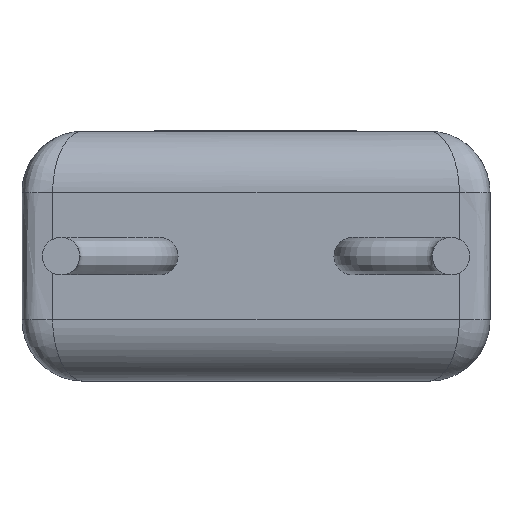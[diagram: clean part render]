
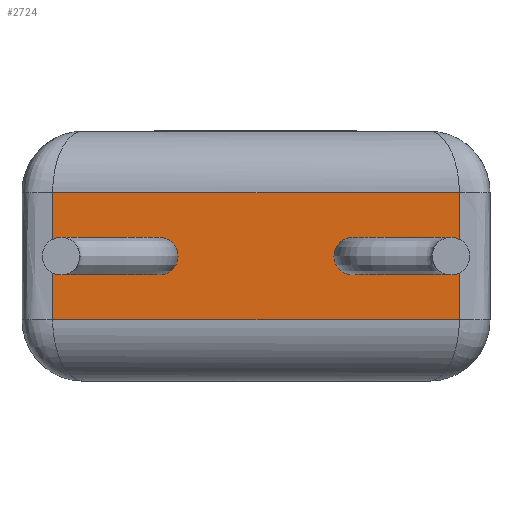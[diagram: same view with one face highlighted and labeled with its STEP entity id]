
A CAD part, front view. The second image highlights one B-rep face of the part: STEP entity #2724.
In plain terms, the highlighted planar face has unit normal (0, -1, 0).
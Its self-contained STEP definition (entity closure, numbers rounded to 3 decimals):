
#28 = PLANE ( 'NONE',  #5504 ) ;
#32 = DIRECTION ( 'NONE',  ( 0., 0., -1. ) ) ;
#53 = AXIS2_PLACEMENT_3D ( 'NONE', #4644, #1559, #32 ) ;
#178 = CARTESIAN_POINT ( 'NONE',  ( 7.12, 0., 2.38 ) ) ;
#187 = CARTESIAN_POINT ( 'NONE',  ( 0.5, 0., 3.07 ) ) ;
#197 = EDGE_LOOP ( 'NONE', ( #5215, #6318 ) ) ;
#349 = CARTESIAN_POINT ( 'NONE',  ( 0., 0., 3.07 ) ) ;
#350 = ORIENTED_EDGE ( 'NONE', *, *, #6265, .T. ) ;
#380 = CARTESIAN_POINT ( 'NONE',  ( 5.385, 0., 2.34 ) ) ;
#667 = CARTESIAN_POINT ( 'NONE',  ( 7.12, 0., 1. ) ) ;
#686 = DIRECTION ( 'NONE',  ( 0., -1., 0. ) ) ;
#742 = LINE ( 'NONE', #349, #4663 ) ;
#772 = AXIS2_PLACEMENT_3D ( 'NONE', #2273, #686, #4270 ) ;
#832 = CIRCLE ( 'NONE', #1553, 0.305 ) ;
#1216 = DIRECTION ( 'NONE',  ( -1., 0., 0. ) ) ;
#1278 = DIRECTION ( 'NONE',  ( 0., 1., 0. ) ) ;
#1431 = VERTEX_POINT ( 'NONE', #3194 ) ;
#1504 = CARTESIAN_POINT ( 'NONE',  ( 2.235, 0., 2.035 ) ) ;
#1553 = AXIS2_PLACEMENT_3D ( 'NONE', #1504, #3955, #2016 ) ;
#1559 = DIRECTION ( 'NONE',  ( 0., 1., 0. ) ) ;
#1625 = CARTESIAN_POINT ( 'NONE',  ( 2.235, 0., 2.34 ) ) ;
#1630 = B_SPLINE_CURVE_WITH_KNOTS ( 'NONE', 3,
 ( #667, #3285, #178, #6388 ),
 .UNSPECIFIED., .F., .F.,
 ( 4, 4 ),
 ( 0.246, 0.754 ),
 .UNSPECIFIED. ) ;
#1688 = LINE ( 'NONE', #3528, #2544 ) ;
#1741 = EDGE_CURVE ( 'NONE', #2050, #6194, #2942, .T. ) ;
#1911 = CARTESIAN_POINT ( 'NONE',  ( 7.12, 0., 1. ) ) ;
#1955 = ORIENTED_EDGE ( 'NONE', *, *, #1741, .T. ) ;
#2016 = DIRECTION ( 'NONE',  ( 0., 0., 1. ) ) ;
#2050 = VERTEX_POINT ( 'NONE', #3048 ) ;
#2198 = EDGE_CURVE ( 'NONE', #1431, #3994, #1688, .T. ) ;
#2231 = DIRECTION ( 'NONE',  ( 0., 0., -1. ) ) ;
#2273 = CARTESIAN_POINT ( 'NONE',  ( 2.235, 0., 2.035 ) ) ;
#2301 = CIRCLE ( 'NONE', #772, 0.305 ) ;
#2338 = CIRCLE ( 'NONE', #53, 0.305 ) ;
#2381 = CARTESIAN_POINT ( 'NONE',  ( 0.5, 0., 3.07 ) ) ;
#2544 = VECTOR ( 'NONE', #5689, 1000. ) ;
#2553 = ORIENTED_EDGE ( 'NONE', *, *, #2198, .T. ) ;
#2656 = CARTESIAN_POINT ( 'NONE',  ( 0., 0., 4.07 ) ) ;
#2724 = ADVANCED_FACE ( 'NONE', ( #4857, #5175, #3235 ), #28, .F. ) ;
#2942 = CIRCLE ( 'NONE', #5312, 0.305 ) ;
#3048 = CARTESIAN_POINT ( 'NONE',  ( 5.385, 0., 1.73 ) ) ;
#3140 = VERTEX_POINT ( 'NONE', #4035 ) ;
#3194 = CARTESIAN_POINT ( 'NONE',  ( 0.5, 0., 1. ) ) ;
#3235 = FACE_BOUND ( 'NONE', #197, .T. ) ;
#3278 = VERTEX_POINT ( 'NONE', #1625 ) ;
#3285 = CARTESIAN_POINT ( 'NONE',  ( 7.12, 0., 1.69 ) ) ;
#3330 = ORIENTED_EDGE ( 'NONE', *, *, #4940, .T. ) ;
#3415 = EDGE_CURVE ( 'NONE', #3278, #6565, #832, .T. ) ;
#3528 = CARTESIAN_POINT ( 'NONE',  ( 7.12, 0., 1. ) ) ;
#3735 = CARTESIAN_POINT ( 'NONE',  ( 0.5, 0., 2.38 ) ) ;
#3760 = CARTESIAN_POINT ( 'NONE',  ( 0.5, 0., 1.69 ) ) ;
#3816 = CARTESIAN_POINT ( 'NONE',  ( 5.385, 0., 2.035 ) ) ;
#3875 = CARTESIAN_POINT ( 'NONE',  ( 0.5, 0., 1. ) ) ;
#3955 = DIRECTION ( 'NONE',  ( 0., -1., 0. ) ) ;
#3994 = VERTEX_POINT ( 'NONE', #1911 ) ;
#4035 = CARTESIAN_POINT ( 'NONE',  ( 7.12, 0., 3.07 ) ) ;
#4170 = B_SPLINE_CURVE_WITH_KNOTS ( 'NONE', 3,
 ( #187, #3735, #3760, #3875 ),
 .UNSPECIFIED., .F., .F.,
 ( 4, 4 ),
 ( 0.246, 0.754 ),
 .UNSPECIFIED. ) ;
#4203 = DIRECTION ( 'NONE',  ( 0., 1., 0. ) ) ;
#4210 = ORIENTED_EDGE ( 'NONE', *, *, #5773, .T. ) ;
#4270 = DIRECTION ( 'NONE',  ( 0., 0., 1. ) ) ;
#4295 = CARTESIAN_POINT ( 'NONE',  ( 2.235, 0., 1.73 ) ) ;
#4422 = EDGE_CURVE ( 'NONE', #4783, #1431, #4170, .T. ) ;
#4644 = CARTESIAN_POINT ( 'NONE',  ( 5.385, 0., 2.035 ) ) ;
#4663 = VECTOR ( 'NONE', #1216, 1000. ) ;
#4711 = EDGE_CURVE ( 'NONE', #6565, #3278, #2301, .T. ) ;
#4783 = VERTEX_POINT ( 'NONE', #2381 ) ;
#4857 = FACE_BOUND ( 'NONE', #5317, .T. ) ;
#4940 = EDGE_CURVE ( 'NONE', #3140, #4783, #742, .T. ) ;
#5175 = FACE_OUTER_BOUND ( 'NONE', #6241, .T. ) ;
#5215 = ORIENTED_EDGE ( 'NONE', *, *, #3415, .F. ) ;
#5312 = AXIS2_PLACEMENT_3D ( 'NONE', #3816, #1278, #2231 ) ;
#5317 = EDGE_LOOP ( 'NONE', ( #350, #1955 ) ) ;
#5385 = ORIENTED_EDGE ( 'NONE', *, *, #4422, .T. ) ;
#5504 = AXIS2_PLACEMENT_3D ( 'NONE', #2656, #4203, #6175 ) ;
#5689 = DIRECTION ( 'NONE',  ( 1., 0., 0. ) ) ;
#5773 = EDGE_CURVE ( 'NONE', #3994, #3140, #1630, .T. ) ;
#6175 = DIRECTION ( 'NONE',  ( 0., 0., 1. ) ) ;
#6194 = VERTEX_POINT ( 'NONE', #380 ) ;
#6241 = EDGE_LOOP ( 'NONE', ( #5385, #2553, #4210, #3330 ) ) ;
#6265 = EDGE_CURVE ( 'NONE', #6194, #2050, #2338, .T. ) ;
#6318 = ORIENTED_EDGE ( 'NONE', *, *, #4711, .F. ) ;
#6388 = CARTESIAN_POINT ( 'NONE',  ( 7.12, 0., 3.07 ) ) ;
#6565 = VERTEX_POINT ( 'NONE', #4295 ) ;
